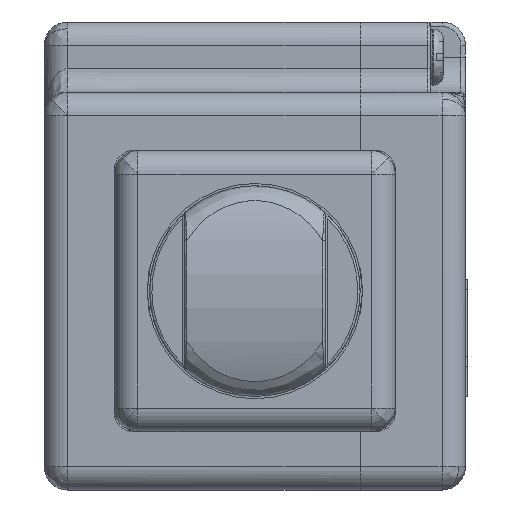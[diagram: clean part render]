
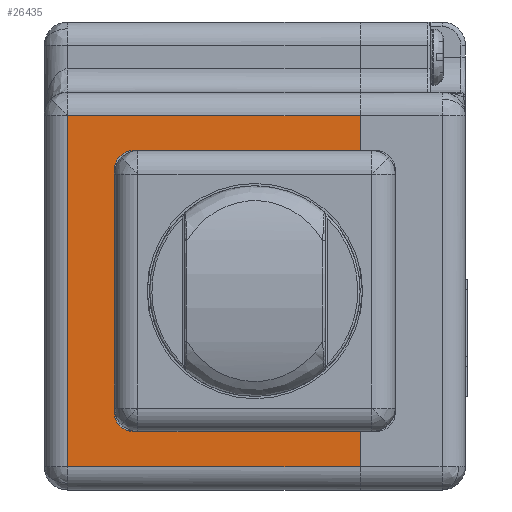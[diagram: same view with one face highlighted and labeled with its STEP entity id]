
A CAD part, front view. The second image highlights one B-rep face of the part: STEP entity #26435.
In plain terms, the highlighted planar face has unit normal (0, -1, 0).
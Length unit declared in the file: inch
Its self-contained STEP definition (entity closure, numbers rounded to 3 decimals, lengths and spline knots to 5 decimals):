
#402 = EDGE_CURVE ( 'NONE', #2516, #42520, #33050, .T. ) ;
#2516 = VERTEX_POINT ( 'NONE', #31679 ) ;
#2640 = LINE ( 'NONE', #35802, #43256 ) ;
#3772 = CARTESIAN_POINT ( 'NONE',  ( 0., -0.25984, -0.33465 ) ) ;
#4150 = ORIENTED_EDGE ( 'NONE', *, *, #10727, .T. ) ;
#4632 = DIRECTION ( 'NONE',  ( 0., 0., 1. ) ) ;
#4738 = CARTESIAN_POINT ( 'NONE',  ( -0.20472, -0.25984, 0.20472 ) ) ;
#4921 = EDGE_CURVE ( 'NONE', #47819, #47123, #16357, .T. ) ;
#5029 = VERTEX_POINT ( 'NONE', #34756 ) ;
#5079 = DIRECTION ( 'NONE',  ( 0., 0., 1. ) ) ;
#5294 = EDGE_CURVE ( 'NONE', #42585, #2516, #34680, .T. ) ;
#5656 = ORIENTED_EDGE ( 'NONE', *, *, #24916, .F. ) ;
#6293 = CARTESIAN_POINT ( 'NONE',  ( 0.17717, -0.25984, -0.29528 ) ) ;
#6409 = ORIENTED_EDGE ( 'NONE', *, *, #5294, .T. ) ;
#6536 = EDGE_CURVE ( 'NONE', #40158, #33928, #49976, .T. ) ;
#7822 = VERTEX_POINT ( 'NONE', #19137 ) ;
#8064 = DIRECTION ( 'NONE',  ( 0., 1., 0. ) ) ;
#8873 = EDGE_CURVE ( 'NONE', #34510, #47123, #2640, .T. ) ;
#8951 = AXIS2_PLACEMENT_3D ( 'NONE', #3772, #49938, #13076 ) ;
#10727 = EDGE_CURVE ( 'NONE', #7822, #42585, #28562, .T. ) ;
#10740 = ORIENTED_EDGE ( 'NONE', *, *, #21926, .T. ) ;
#11225 = LINE ( 'NONE', #24236, #20697 ) ;
#12042 = CARTESIAN_POINT ( 'NONE',  ( 0.17717, -0.25984, -0.33465 ) ) ;
#12077 = ORIENTED_EDGE ( 'NONE', *, *, #402, .T. ) ;
#12192 = DIRECTION ( 'NONE',  ( -1., 0., 0. ) ) ;
#13076 = DIRECTION ( 'NONE',  ( 0., 0., -1. ) ) ;
#13707 = CIRCLE ( 'NONE', #19757, 0.0315 ) ;
#14360 = DIRECTION ( 'NONE',  ( 0., 0., 1. ) ) ;
#16357 = LINE ( 'NONE', #12042, #24855 ) ;
#19072 = CARTESIAN_POINT ( 'NONE',  ( 0., -0.25984, 0.23622 ) ) ;
#19137 = CARTESIAN_POINT ( 'NONE',  ( -0.20472, -0.25984, 0.23622 ) ) ;
#19757 = AXIS2_PLACEMENT_3D ( 'NONE', #34671, #46915, #14360 ) ;
#19858 = FACE_OUTER_BOUND ( 'NONE', #24820, .T. ) ;
#20070 = ORIENTED_EDGE ( 'NONE', *, *, #27550, .T. ) ;
#20697 = VECTOR ( 'NONE', #36699, 39.37008 ) ;
#21100 = CARTESIAN_POINT ( 'NONE',  ( 0., -0.25984, 0.29528 ) ) ;
#21408 = CARTESIAN_POINT ( 'NONE',  ( 0.17717, -0.25984, -0.33465 ) ) ;
#21926 = EDGE_CURVE ( 'NONE', #47819, #5029, #11225, .T. ) ;
#22340 = VECTOR ( 'NONE', #12192, 39.37008 ) ;
#22389 = VECTOR ( 'NONE', #32633, 39.37008 ) ;
#22705 = VECTOR ( 'NONE', #4632, 39.37008 ) ;
#23280 = CARTESIAN_POINT ( 'NONE',  ( -0.23622, -0.25984, 0.20472 ) ) ;
#23606 = DIRECTION ( 'NONE',  ( 1., 0., 0. ) ) ;
#24236 = CARTESIAN_POINT ( 'NONE',  ( 0., -0.25984, -0.23622 ) ) ;
#24632 = VECTOR ( 'NONE', #48937, 39.37008 ) ;
#24638 = DIRECTION ( 'NONE',  ( 0., 0., 1. ) ) ;
#24802 = LINE ( 'NONE', #42133, #22705 ) ;
#24820 = EDGE_LOOP ( 'NONE', ( #46231, #34842, #10740, #42583, #45879, #20070, #4150, #6409, #12077, #5656 ) ) ;
#24855 = VECTOR ( 'NONE', #29106, 39.37008 ) ;
#24916 = EDGE_CURVE ( 'NONE', #34510, #42520, #24802, .T. ) ;
#25073 = CARTESIAN_POINT ( 'NONE',  ( -0.23622, -0.25984, -0.20472 ) ) ;
#26435 = ADVANCED_FACE ( 'NONE', ( #19858 ), #36382, .T. ) ;
#26450 = CIRCLE ( 'NONE', #41174, 0.0315 ) ;
#27550 = EDGE_CURVE ( 'NONE', #33928, #7822, #26450, .T. ) ;
#28562 = LINE ( 'NONE', #19072, #24632 ) ;
#29106 = DIRECTION ( 'NONE',  ( 0., 0., -1. ) ) ;
#31679 = CARTESIAN_POINT ( 'NONE',  ( 0.17717, -0.25984, 0.29528 ) ) ;
#32633 = DIRECTION ( 'NONE',  ( 0., 0., 1. ) ) ;
#33050 = LINE ( 'NONE', #21100, #22340 ) ;
#33163 = CARTESIAN_POINT ( 'NONE',  ( -0.23622, -0.25984, -0.33465 ) ) ;
#33928 = VERTEX_POINT ( 'NONE', #23280 ) ;
#34510 = VERTEX_POINT ( 'NONE', #42831 ) ;
#34671 = CARTESIAN_POINT ( 'NONE',  ( -0.20472, -0.25984, -0.20472 ) ) ;
#34680 = LINE ( 'NONE', #21408, #45706 ) ;
#34756 = CARTESIAN_POINT ( 'NONE',  ( -0.20472, -0.25984, -0.23622 ) ) ;
#34842 = ORIENTED_EDGE ( 'NONE', *, *, #4921, .F. ) ;
#35802 = CARTESIAN_POINT ( 'NONE',  ( 0., -0.25984, -0.29528 ) ) ;
#36086 = CARTESIAN_POINT ( 'NONE',  ( -0.31496, -0.25984, 0.29528 ) ) ;
#36382 = PLANE ( 'NONE',  #8951 ) ;
#36699 = DIRECTION ( 'NONE',  ( -1., 0., 0. ) ) ;
#40158 = VERTEX_POINT ( 'NONE', #25073 ) ;
#40689 = CARTESIAN_POINT ( 'NONE',  ( 0.17717, -0.25984, -0.23622 ) ) ;
#41174 = AXIS2_PLACEMENT_3D ( 'NONE', #4738, #8064, #24638 ) ;
#42133 = CARTESIAN_POINT ( 'NONE',  ( -0.31496, -0.25984, 0.33881 ) ) ;
#42292 = CARTESIAN_POINT ( 'NONE',  ( 0.17717, -0.25984, 0.23622 ) ) ;
#42520 = VERTEX_POINT ( 'NONE', #36086 ) ;
#42583 = ORIENTED_EDGE ( 'NONE', *, *, #45976, .T. ) ;
#42585 = VERTEX_POINT ( 'NONE', #42292 ) ;
#42831 = CARTESIAN_POINT ( 'NONE',  ( -0.31496, -0.25984, -0.29528 ) ) ;
#43256 = VECTOR ( 'NONE', #23606, 39.37008 ) ;
#45706 = VECTOR ( 'NONE', #5079, 39.37008 ) ;
#45879 = ORIENTED_EDGE ( 'NONE', *, *, #6536, .T. ) ;
#45976 = EDGE_CURVE ( 'NONE', #5029, #40158, #13707, .T. ) ;
#46231 = ORIENTED_EDGE ( 'NONE', *, *, #8873, .T. ) ;
#46915 = DIRECTION ( 'NONE',  ( 0., 1., 0. ) ) ;
#47123 = VERTEX_POINT ( 'NONE', #6293 ) ;
#47819 = VERTEX_POINT ( 'NONE', #40689 ) ;
#48937 = DIRECTION ( 'NONE',  ( 1., 0., 0. ) ) ;
#49938 = DIRECTION ( 'NONE',  ( 0., -1., 0. ) ) ;
#49976 = LINE ( 'NONE', #33163, #22389 ) ;
